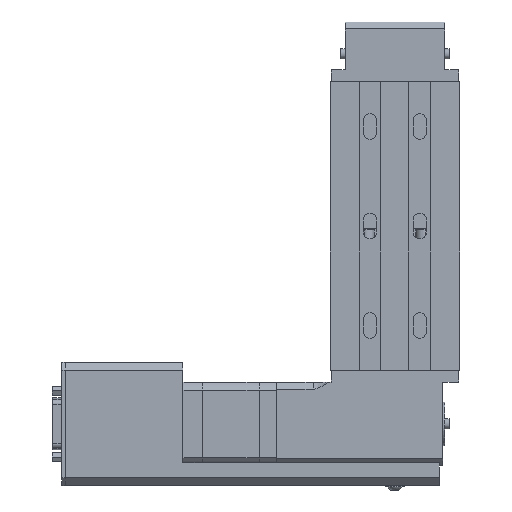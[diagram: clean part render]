
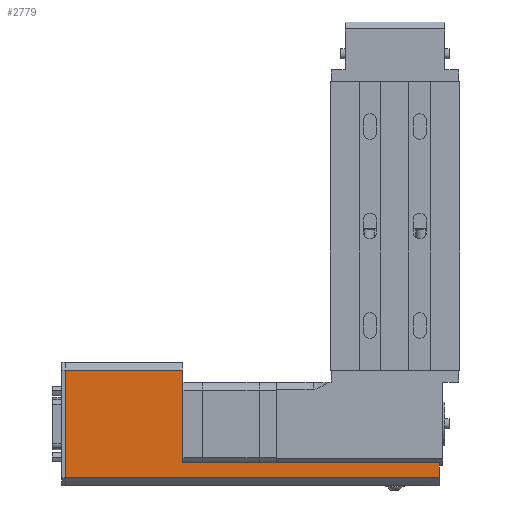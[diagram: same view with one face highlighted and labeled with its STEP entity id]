
A CAD part, front view. The second image highlights one B-rep face of the part: STEP entity #2779.
In plain terms, the highlighted planar face has unit normal (0, -1, 0).
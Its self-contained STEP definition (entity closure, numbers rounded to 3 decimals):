
#1498 = DIRECTION ( 'NONE',  ( -1., 0., 0. ) ) ;
#2051 = EDGE_LOOP ( 'NONE', ( #22298, #17599, #3943, #14383, #22031, #22498 ) ) ;
#2267 = LINE ( 'NONE', #9912, #4867 ) ;
#2606 = DIRECTION ( 'NONE',  ( -1., 0., 0. ) ) ;
#2779 = ADVANCED_FACE ( 'NONE', ( #14730 ), #12633, .F. ) ;
#3362 = EDGE_CURVE ( 'NONE', #7432, #14577, #21949, .T. ) ;
#3943 = ORIENTED_EDGE ( 'NONE', *, *, #20500, .T. ) ;
#4046 = VECTOR ( 'NONE', #2606, 1000. ) ;
#4867 = VECTOR ( 'NONE', #8050, 1000. ) ;
#5024 = DIRECTION ( 'NONE',  ( 1., 0., 0. ) ) ;
#5392 = DIRECTION ( 'NONE',  ( 0., 1., 0. ) ) ;
#6854 = VECTOR ( 'NONE', #5024, 1000. ) ;
#7432 = VERTEX_POINT ( 'NONE', #18553 ) ;
#7570 = EDGE_CURVE ( 'NONE', #23669, #14577, #19877, .T. ) ;
#7764 = CARTESIAN_POINT ( 'NONE',  ( -27., -21., -47. ) ) ;
#8050 = DIRECTION ( 'NONE',  ( -1., 0., 0. ) ) ;
#8255 = LINE ( 'NONE', #15575, #4046 ) ;
#8332 = CARTESIAN_POINT ( 'NONE',  ( 27., -21., -106.25 ) ) ;
#8383 = LINE ( 'NONE', #13735, #11199 ) ;
#8766 = CARTESIAN_POINT ( 'NONE',  ( 27., -21., 81.8 ) ) ;
#9912 = CARTESIAN_POINT ( 'NONE',  ( 27., -21., -106.25 ) ) ;
#10819 = CARTESIAN_POINT ( 'NONE',  ( 27., -21., 81.8 ) ) ;
#11199 = VECTOR ( 'NONE', #21186, 1000. ) ;
#11979 = DIRECTION ( 'NONE',  ( 0., 0., 1. ) ) ;
#12127 = LINE ( 'NONE', #21433, #19303 ) ;
#12633 = PLANE ( 'NONE',  #12859 ) ;
#12859 = AXIS2_PLACEMENT_3D ( 'NONE', #22561, #5392, #1498 ) ;
#13735 = CARTESIAN_POINT ( 'NONE',  ( 19.5, -21., 81.8 ) ) ;
#13808 = EDGE_CURVE ( 'NONE', #15169, #22079, #8255, .T. ) ;
#14383 = ORIENTED_EDGE ( 'NONE', *, *, #13808, .T. ) ;
#14577 = VERTEX_POINT ( 'NONE', #10819 ) ;
#14730 = FACE_OUTER_BOUND ( 'NONE', #2051, .T. ) ;
#15169 = VERTEX_POINT ( 'NONE', #17605 ) ;
#15575 = CARTESIAN_POINT ( 'NONE',  ( 27., -21., -47. ) ) ;
#16189 = CARTESIAN_POINT ( 'NONE',  ( -27., -21., -106.25 ) ) ;
#17599 = ORIENTED_EDGE ( 'NONE', *, *, #3362, .F. ) ;
#17605 = CARTESIAN_POINT ( 'NONE',  ( 19.5, -21., -47. ) ) ;
#18553 = CARTESIAN_POINT ( 'NONE',  ( 19.5, -21., 81.8 ) ) ;
#18723 = VERTEX_POINT ( 'NONE', #16189 ) ;
#19303 = VECTOR ( 'NONE', #11979, 1000. ) ;
#19877 = LINE ( 'NONE', #8332, #20807 ) ;
#20500 = EDGE_CURVE ( 'NONE', #7432, #15169, #8383, .T. ) ;
#20807 = VECTOR ( 'NONE', #21883, 1000. ) ;
#21186 = DIRECTION ( 'NONE',  ( 0., 0., -1. ) ) ;
#21241 = EDGE_CURVE ( 'NONE', #23669, #18723, #2267, .T. ) ;
#21433 = CARTESIAN_POINT ( 'NONE',  ( -27., -21., -106.25 ) ) ;
#21883 = DIRECTION ( 'NONE',  ( 0., 0., 1. ) ) ;
#21949 = LINE ( 'NONE', #8766, #6854 ) ;
#22031 = ORIENTED_EDGE ( 'NONE', *, *, #23857, .F. ) ;
#22079 = VERTEX_POINT ( 'NONE', #7764 ) ;
#22298 = ORIENTED_EDGE ( 'NONE', *, *, #7570, .T. ) ;
#22333 = CARTESIAN_POINT ( 'NONE',  ( 27., -21., -106.25 ) ) ;
#22498 = ORIENTED_EDGE ( 'NONE', *, *, #21241, .F. ) ;
#22561 = CARTESIAN_POINT ( 'NONE',  ( 27., -21., -106.25 ) ) ;
#23669 = VERTEX_POINT ( 'NONE', #22333 ) ;
#23857 = EDGE_CURVE ( 'NONE', #18723, #22079, #12127, .T. ) ;
